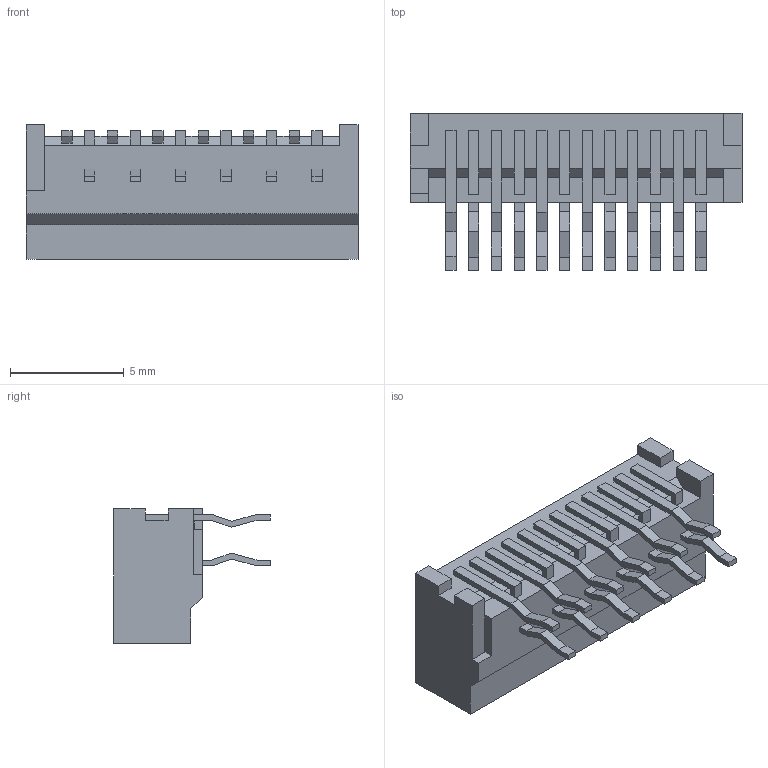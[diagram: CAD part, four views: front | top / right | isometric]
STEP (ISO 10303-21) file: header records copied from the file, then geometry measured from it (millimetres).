
FILE_DESCRIPTION((''),'2;1');
FILE_NAME('HLW_R-2C7_LF','2008-04-04T',('gohd'),('FCI - CDC Division'),'PRO/ENGINEER BY PARAMETRIC TECHNOLOGY CORPORATION, 2006020','PRO/ENGINEER BY PARAMETRIC TECHNOLOGY CORPORATION, 2006020','');
FILE_SCHEMA(('CONFIG_CONTROL_DESIGN'));
Length unit declared in the file: millimetre
Products named in the file (1): HLW_R-2C7_LF
Bounding box: 14.6 x 6.9 x 5.9 mm (x, y, z)
Volume: 271.9 mm3; surface area: 516.6 mm2
Topology: 1 solids, 1 shells, 276 faces, 762 edges, 501 vertices
Faces by surface type: plane 273, cylinder 3
Entity records: 8649 total; most frequent: CARTESIAN_POINT 1546, ORIENTED_EDGE 1524, DIRECTION 1318, EDGE_CURVE 762, VECTOR 754, LINE 754, VERTEX_POINT 501, EDGE_LOOP 301
